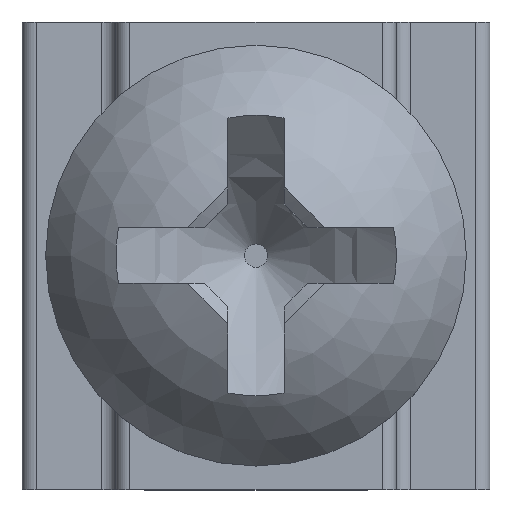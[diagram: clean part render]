
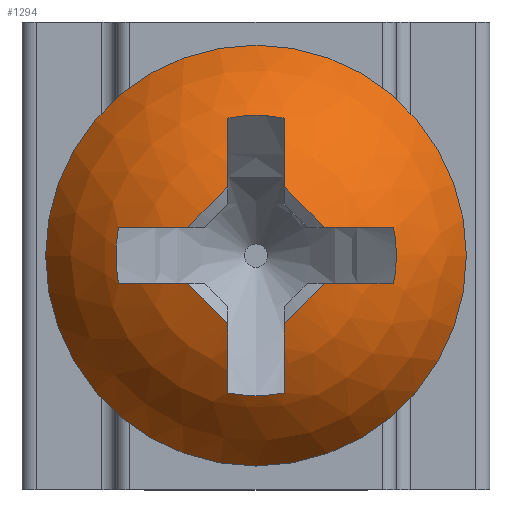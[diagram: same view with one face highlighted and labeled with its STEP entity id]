
A CAD part, top view. The second image highlights one B-rep face of the part: STEP entity #1294.
In plain terms, the highlighted spherical face has radius 5 mm.
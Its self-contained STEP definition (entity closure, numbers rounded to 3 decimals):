
#37=SPHERICAL_SURFACE('',#1408,5.);
#181=FACE_OUTER_BOUND('',#246,.T.);
#246=EDGE_LOOP('',(#1114,#1115,#1116,#1117,#1118,#1119,#1120,#1121,#1122,
#1123,#1124,#1125,#1126,#1127,#1128,#1129,#1130,#1131,#1132,#1133,#1134));
#301=CIRCLE('',#1407,4.5);
#302=CIRCLE('',#1409,3.);
#303=CIRCLE('',#1410,5.);
#304=CIRCLE('',#1411,3.);
#305=CIRCLE('',#1412,4.964);
#306=CIRCLE('',#1413,4.782);
#307=CIRCLE('',#1414,4.964);
#308=CIRCLE('',#1415,3.);
#309=CIRCLE('',#1416,3.);
#310=CIRCLE('',#1417,4.964);
#311=CIRCLE('',#1418,4.782);
#312=CIRCLE('',#1419,4.964);
#313=CIRCLE('',#1420,3.);
#314=CIRCLE('',#1421,4.964);
#315=CIRCLE('',#1422,4.782);
#316=CIRCLE('',#1423,4.964);
#317=CIRCLE('',#1424,3.);
#318=CIRCLE('',#1425,4.964);
#319=CIRCLE('',#1426,4.782);
#320=CIRCLE('',#1427,4.964);
#567=VERTEX_POINT('',#8593);
#568=VERTEX_POINT('',#8597);
#569=VERTEX_POINT('',#8598);
#570=VERTEX_POINT('',#8601);
#571=VERTEX_POINT('',#8603);
#572=VERTEX_POINT('',#8605);
#573=VERTEX_POINT('',#8607);
#574=VERTEX_POINT('',#8609);
#575=VERTEX_POINT('',#8611);
#576=VERTEX_POINT('',#8613);
#577=VERTEX_POINT('',#8615);
#578=VERTEX_POINT('',#8617);
#579=VERTEX_POINT('',#8619);
#580=VERTEX_POINT('',#8621);
#581=VERTEX_POINT('',#8623);
#582=VERTEX_POINT('',#8625);
#583=VERTEX_POINT('',#8627);
#584=VERTEX_POINT('',#8629);
#585=VERTEX_POINT('',#8631);
#754=EDGE_CURVE('',#567,#567,#301,.T.);
#756=EDGE_CURVE('',#568,#569,#302,.T.);
#757=EDGE_CURVE('',#569,#567,#303,.T.);
#758=EDGE_CURVE('',#569,#570,#304,.T.);
#759=EDGE_CURVE('',#570,#571,#305,.T.);
#760=EDGE_CURVE('',#571,#572,#306,.T.);
#761=EDGE_CURVE('',#572,#573,#307,.T.);
#762=EDGE_CURVE('',#574,#573,#308,.T.);
#763=EDGE_CURVE('',#575,#574,#309,.T.);
#764=EDGE_CURVE('',#575,#576,#310,.T.);
#765=EDGE_CURVE('',#576,#577,#311,.T.);
#766=EDGE_CURVE('',#577,#578,#312,.T.);
#767=EDGE_CURVE('',#578,#579,#313,.T.);
#768=EDGE_CURVE('',#579,#580,#314,.T.);
#769=EDGE_CURVE('',#580,#581,#315,.T.);
#770=EDGE_CURVE('',#581,#582,#316,.T.);
#771=EDGE_CURVE('',#583,#582,#317,.T.);
#772=EDGE_CURVE('',#583,#584,#318,.T.);
#773=EDGE_CURVE('',#584,#585,#319,.T.);
#774=EDGE_CURVE('',#585,#568,#320,.T.);
#1114=ORIENTED_EDGE('',*,*,#756,.T.);
#1115=ORIENTED_EDGE('',*,*,#757,.T.);
#1116=ORIENTED_EDGE('',*,*,#754,.F.);
#1117=ORIENTED_EDGE('',*,*,#757,.F.);
#1118=ORIENTED_EDGE('',*,*,#758,.T.);
#1119=ORIENTED_EDGE('',*,*,#759,.T.);
#1120=ORIENTED_EDGE('',*,*,#760,.T.);
#1121=ORIENTED_EDGE('',*,*,#761,.T.);
#1122=ORIENTED_EDGE('',*,*,#762,.F.);
#1123=ORIENTED_EDGE('',*,*,#763,.F.);
#1124=ORIENTED_EDGE('',*,*,#764,.T.);
#1125=ORIENTED_EDGE('',*,*,#765,.T.);
#1126=ORIENTED_EDGE('',*,*,#766,.T.);
#1127=ORIENTED_EDGE('',*,*,#767,.T.);
#1128=ORIENTED_EDGE('',*,*,#768,.T.);
#1129=ORIENTED_EDGE('',*,*,#769,.T.);
#1130=ORIENTED_EDGE('',*,*,#770,.T.);
#1131=ORIENTED_EDGE('',*,*,#771,.F.);
#1132=ORIENTED_EDGE('',*,*,#772,.T.);
#1133=ORIENTED_EDGE('',*,*,#773,.T.);
#1134=ORIENTED_EDGE('',*,*,#774,.T.);
#1294=ADVANCED_FACE('',(#181),#37,.T.);
#1407=AXIS2_PLACEMENT_3D('',#8594,#1675,#1676);
#1408=AXIS2_PLACEMENT_3D('',#8596,#1678,#1679);
#1409=AXIS2_PLACEMENT_3D('',#8599,#1680,#1681);
#1410=AXIS2_PLACEMENT_3D('',#8600,#1682,#1683);
#1411=AXIS2_PLACEMENT_3D('',#8602,#1684,#1685);
#1412=AXIS2_PLACEMENT_3D('',#8604,#1686,#1687);
#1413=AXIS2_PLACEMENT_3D('',#8606,#1688,#1689);
#1414=AXIS2_PLACEMENT_3D('',#8608,#1690,#1691);
#1415=AXIS2_PLACEMENT_3D('',#8610,#1692,#1693);
#1416=AXIS2_PLACEMENT_3D('',#8612,#1694,#1695);
#1417=AXIS2_PLACEMENT_3D('',#8614,#1696,#1697);
#1418=AXIS2_PLACEMENT_3D('',#8616,#1698,#1699);
#1419=AXIS2_PLACEMENT_3D('',#8618,#1700,#1701);
#1420=AXIS2_PLACEMENT_3D('',#8620,#1702,#1703);
#1421=AXIS2_PLACEMENT_3D('',#8622,#1704,#1705);
#1422=AXIS2_PLACEMENT_3D('',#8624,#1706,#1707);
#1423=AXIS2_PLACEMENT_3D('',#8626,#1708,#1709);
#1424=AXIS2_PLACEMENT_3D('',#8628,#1710,#1711);
#1425=AXIS2_PLACEMENT_3D('',#8630,#1712,#1713);
#1426=AXIS2_PLACEMENT_3D('',#8632,#1714,#1715);
#1427=AXIS2_PLACEMENT_3D('',#8633,#1716,#1717);
#1675=DIRECTION('center_axis',(0.,0.,-1.));
#1676=DIRECTION('ref_axis',(-1.,0.,0.));
#1678=DIRECTION('center_axis',(0.,0.,1.));
#1679=DIRECTION('ref_axis',(-1.,0.,0.));
#1680=DIRECTION('center_axis',(0.,0.,-1.));
#1681=DIRECTION('ref_axis',(1.,0.,0.));
#1682=DIRECTION('center_axis',(0.,1.,0.));
#1683=DIRECTION('ref_axis',(1.,0.,0.));
#1684=DIRECTION('center_axis',(0.,0.,-1.));
#1685=DIRECTION('ref_axis',(1.,0.,0.));
#1686=DIRECTION('center_axis',(0.,-1.,0.));
#1687=DIRECTION('ref_axis',(0.592,0.,0.806));
#1688=DIRECTION('center_axis',(0.707,-0.707,0.));
#1689=DIRECTION('ref_axis',(0.09,0.09,0.992));
#1690=DIRECTION('center_axis',(1.,0.,0.));
#1691=DIRECTION('ref_axis',(0.,-0.295,0.955));
#1692=DIRECTION('center_axis',(0.,0.,1.));
#1693=DIRECTION('ref_axis',(-0.2,-0.98,0.));
#1694=DIRECTION('center_axis',(0.,0.,1.));
#1695=DIRECTION('ref_axis',(-0.2,-0.98,0.));
#1696=DIRECTION('center_axis',(-1.,0.,0.));
#1697=DIRECTION('ref_axis',(0.,-0.592,0.806));
#1698=DIRECTION('center_axis',(-0.707,-0.707,0.));
#1699=DIRECTION('ref_axis',(0.09,-0.09,0.992));
#1700=DIRECTION('center_axis',(0.,-1.,0.));
#1701=DIRECTION('ref_axis',(-0.295,0.,0.955));
#1702=DIRECTION('center_axis',(0.,0.,-1.));
#1703=DIRECTION('ref_axis',(-0.98,-0.2,0.));
#1704=DIRECTION('center_axis',(0.,1.,0.));
#1705=DIRECTION('ref_axis',(-0.592,0.,0.806));
#1706=DIRECTION('center_axis',(-0.707,0.707,0.));
#1707=DIRECTION('ref_axis',(-0.09,-0.09,0.992));
#1708=DIRECTION('center_axis',(-1.,0.,0.));
#1709=DIRECTION('ref_axis',(0.,0.295,0.955));
#1710=DIRECTION('center_axis',(0.,0.,1.));
#1711=DIRECTION('ref_axis',(0.2,0.98,0.));
#1712=DIRECTION('center_axis',(1.,0.,0.));
#1713=DIRECTION('ref_axis',(0.,0.592,0.806));
#1714=DIRECTION('center_axis',(0.707,0.707,0.));
#1715=DIRECTION('ref_axis',(-0.09,0.09,0.992));
#1716=DIRECTION('center_axis',(0.,1.,0.));
#1717=DIRECTION('ref_axis',(0.295,0.,0.955));
#8593=CARTESIAN_POINT('',(4.5,0.,5.5));
#8594=CARTESIAN_POINT('Origin',(0.,0.,5.5));
#8596=CARTESIAN_POINT('Origin',(0.,0.,3.321));
#8597=CARTESIAN_POINT('',(2.939,0.6,7.321));
#8598=CARTESIAN_POINT('',(3.,0.,7.321));
#8599=CARTESIAN_POINT('Origin',(0.,0.,7.321));
#8600=CARTESIAN_POINT('Origin',(0.,0.,3.321));
#8601=CARTESIAN_POINT('',(2.939,-0.6,7.321));
#8602=CARTESIAN_POINT('Origin',(0.,0.,7.321));
#8603=CARTESIAN_POINT('',(1.465,-0.6,8.063));
#8604=CARTESIAN_POINT('Origin',(0.,-0.6,3.321));
#8605=CARTESIAN_POINT('',(0.6,-1.465,8.063));
#8606=CARTESIAN_POINT('Origin',(1.033,-1.033,3.321));
#8607=CARTESIAN_POINT('',(0.6,-2.939,7.321));
#8608=CARTESIAN_POINT('Origin',(0.6,0.,3.321));
#8609=CARTESIAN_POINT('',(0.,-3.,7.321));
#8610=CARTESIAN_POINT('Origin',(0.,0.,7.321));
#8611=CARTESIAN_POINT('',(-0.6,-2.939,7.321));
#8612=CARTESIAN_POINT('Origin',(0.,0.,7.321));
#8613=CARTESIAN_POINT('',(-0.6,-1.465,8.063));
#8614=CARTESIAN_POINT('Origin',(-0.6,0.,3.321));
#8615=CARTESIAN_POINT('',(-1.465,-0.6,8.063));
#8616=CARTESIAN_POINT('Origin',(-1.033,-1.033,3.321));
#8617=CARTESIAN_POINT('',(-2.939,-0.6,7.321));
#8618=CARTESIAN_POINT('Origin',(0.,-0.6,3.321));
#8619=CARTESIAN_POINT('',(-2.939,0.6,7.321));
#8620=CARTESIAN_POINT('Origin',(0.,0.,7.321));
#8621=CARTESIAN_POINT('',(-1.465,0.6,8.063));
#8622=CARTESIAN_POINT('Origin',(0.,0.6,3.321));
#8623=CARTESIAN_POINT('',(-0.6,1.465,8.063));
#8624=CARTESIAN_POINT('Origin',(-1.033,1.033,3.321));
#8625=CARTESIAN_POINT('',(-0.6,2.939,7.321));
#8626=CARTESIAN_POINT('Origin',(-0.6,0.,3.321));
#8627=CARTESIAN_POINT('',(0.6,2.939,7.321));
#8628=CARTESIAN_POINT('Origin',(0.,0.,7.321));
#8629=CARTESIAN_POINT('',(0.6,1.465,8.063));
#8630=CARTESIAN_POINT('Origin',(0.6,0.,3.321));
#8631=CARTESIAN_POINT('',(1.465,0.6,8.063));
#8632=CARTESIAN_POINT('Origin',(1.033,1.033,3.321));
#8633=CARTESIAN_POINT('Origin',(0.,0.6,3.321));
